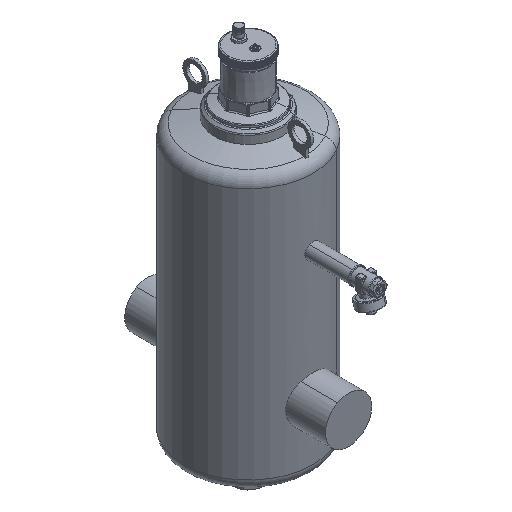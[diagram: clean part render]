
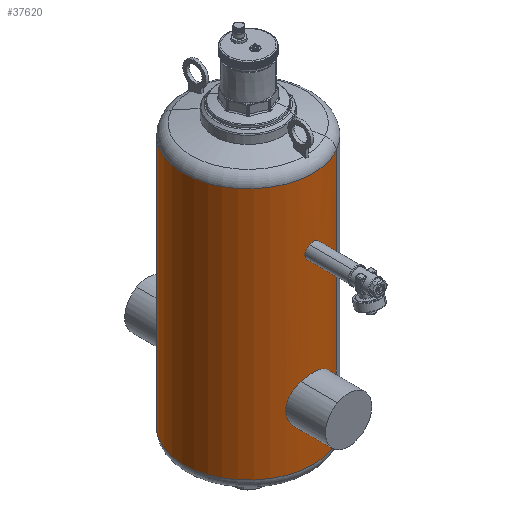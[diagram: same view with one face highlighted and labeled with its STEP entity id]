
A CAD part, isometric view. The second image highlights one B-rep face of the part: STEP entity #37620.
In plain terms, the highlighted cylindrical face has radius 84 mm (diameter 168 mm), a partial arc.
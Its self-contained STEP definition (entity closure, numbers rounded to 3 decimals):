
#37346=CARTESIAN_POINT('Vertex',(40.272,-73.717,381.544)) ;
#37353=CARTESIAN_POINT('Vertex',(-40.272,73.717,381.544)) ;
#37372=CARTESIAN_POINT('Axis2P3D Location',(0.,0.,381.544)) ;
#37410=CARTESIAN_POINT('Axis2P3D Location',(0.,0.,209.)) ;
#37415=CARTESIAN_POINT('Line Origine',(40.272,-73.717,218.177)) ;
#37419=CARTESIAN_POINT('Vertex',(40.272,-73.717,54.81)) ;
#37426=CARTESIAN_POINT('Vertex',(-40.272,73.717,54.81)) ;
#37429=CARTESIAN_POINT('Line Origine',(-40.272,73.717,218.177)) ;
#37504=CARTESIAN_POINT('Axis2P3D Location',(0.,0.,54.81)) ;
#37516=CARTESIAN_POINT('Control Point',(-4.794,-83.863,303.776)) ;
#37517=CARTESIAN_POINT('Control Point',(-5.704,-83.811,303.279)) ;
#37518=CARTESIAN_POINT('Control Point',(-6.548,-83.75,302.665)) ;
#37519=CARTESIAN_POINT('Control Point',(-7.308,-83.686,301.944)) ;
#37520=CARTESIAN_POINT('Control Point',(-9.274,-83.499,299.521)) ;
#37521=CARTESIAN_POINT('Control Point',(-10.223,-83.376,296.466)) ;
#37522=CARTESIAN_POINT('Control Point',(-10.304,-83.364,294.306)) ;
#37523=CARTESIAN_POINT('Control Point',(-9.348,-83.493,290.146)) ;
#37524=CARTESIAN_POINT('Control Point',(-6.502,-83.768,286.974)) ;
#37525=CARTESIAN_POINT('Control Point',(-4.686,-83.906,285.793)) ;
#37526=CARTESIAN_POINT('Control Point',(-1.551,-84.026,284.784)) ;
#37527=CARTESIAN_POINT('Control Point',(1.658,-83.995,285.043)) ;
#37528=CARTESIAN_POINT('Control Point',(2.762,-83.965,285.291)) ;
#37529=CARTESIAN_POINT('Control Point',(3.816,-83.919,285.69)) ;
#37530=CARTESIAN_POINT('Control Point',(4.794,-83.863,286.224)) ;
#37531=CARTESIAN_POINT('Vertex',(-4.794,-83.863,303.776)) ;
#37533=CARTESIAN_POINT('Vertex',(4.794,-83.863,286.224)) ;
#37537=CARTESIAN_POINT('Control Point',(4.794,-83.863,286.224)) ;
#37538=CARTESIAN_POINT('Control Point',(6.536,-83.764,287.176)) ;
#37539=CARTESIAN_POINT('Control Point',(8.04,-83.632,288.559)) ;
#37540=CARTESIAN_POINT('Control Point',(9.166,-83.502,290.295)) ;
#37541=CARTESIAN_POINT('Control Point',(10.149,-83.385,293.242)) ;
#37542=CARTESIAN_POINT('Control Point',(9.998,-83.403,296.28)) ;
#37543=CARTESIAN_POINT('Control Point',(9.813,-83.425,297.304)) ;
#37544=CARTESIAN_POINT('Control Point',(8.865,-83.537,300.282)) ;
#37545=CARTESIAN_POINT('Control Point',(6.831,-83.74,302.749)) ;
#37546=CARTESIAN_POINT('Control Point',(5.066,-83.883,304.003)) ;
#37547=CARTESIAN_POINT('Control Point',(1.896,-84.02,305.172)) ;
#37548=CARTESIAN_POINT('Control Point',(-1.41,-84.001,305.01)) ;
#37549=CARTESIAN_POINT('Control Point',(-2.604,-83.972,304.768)) ;
#37550=CARTESIAN_POINT('Control Point',(-3.742,-83.923,304.351)) ;
#37551=CARTESIAN_POINT('Control Point',(-4.794,-83.863,303.776)) ;
#37558=CARTESIAN_POINT('Control Point',(-14.383,-82.76,154.327)) ;
#37559=CARTESIAN_POINT('Control Point',(-16.76,-82.346,153.029)) ;
#37560=CARTESIAN_POINT('Control Point',(-18.983,-81.872,151.466)) ;
#37561=CARTESIAN_POINT('Control Point',(-21.015,-81.364,149.664)) ;
#37562=CARTESIAN_POINT('Control Point',(-24.015,-80.522,146.334)) ;
#37563=CARTESIAN_POINT('Control Point',(-26.348,-79.769,142.508)) ;
#37564=CARTESIAN_POINT('Control Point',(-27.159,-79.494,140.927)) ;
#37565=CARTESIAN_POINT('Control Point',(-28.645,-78.972,137.412)) ;
#37566=CARTESIAN_POINT('Control Point',(-29.563,-78.628,133.684)) ;
#37567=CARTESIAN_POINT('Control Point',(-29.883,-78.505,131.653)) ;
#37568=CARTESIAN_POINT('Control Point',(-30.17,-78.395,127.569)) ;
#37569=CARTESIAN_POINT('Control Point',(-29.765,-78.55,123.498)) ;
#37570=CARTESIAN_POINT('Control Point',(-29.392,-78.692,121.497)) ;
#37571=CARTESIAN_POINT('Control Point',(-28.291,-79.102,117.499)) ;
#37572=CARTESIAN_POINT('Control Point',(-26.535,-79.708,113.769)) ;
#37573=CARTESIAN_POINT('Control Point',(-25.476,-80.057,111.952)) ;
#37574=CARTESIAN_POINT('Control Point',(-22.808,-80.881,108.171)) ;
#37575=CARTESIAN_POINT('Control Point',(-19.47,-81.747,104.967)) ;
#37576=CARTESIAN_POINT('Control Point',(-17.463,-82.207,103.41)) ;
#37577=CARTESIAN_POINT('Control Point',(-13.503,-82.976,100.958)) ;
#37578=CARTESIAN_POINT('Control Point',(-9.127,-83.54,99.304)) ;
#37579=CARTESIAN_POINT('Control Point',(-7.071,-83.741,98.728)) ;
#37580=CARTESIAN_POINT('Control Point',(-1.438,-84.112,97.682)) ;
#37581=CARTESIAN_POINT('Control Point',(4.34,-84.006,97.987)) ;
#37582=CARTESIAN_POINT('Control Point',(7.899,-83.736,98.727)) ;
#37583=CARTESIAN_POINT('Control Point',(11.273,-83.3,99.974)) ;
#37584=CARTESIAN_POINT('Control Point',(14.383,-82.76,101.673)) ;
#37585=CARTESIAN_POINT('Vertex',(-14.383,-82.76,154.327)) ;
#37587=CARTESIAN_POINT('Vertex',(14.383,-82.76,101.673)) ;
#37591=CARTESIAN_POINT('Control Point',(14.383,-82.76,101.673)) ;
#37592=CARTESIAN_POINT('Control Point',(17.163,-82.276,103.191)) ;
#37593=CARTESIAN_POINT('Control Point',(19.731,-81.71,105.071)) ;
#37594=CARTESIAN_POINT('Control Point',(22.031,-81.103,107.271)) ;
#37595=CARTESIAN_POINT('Control Point',(25.118,-80.184,111.119)) ;
#37596=CARTESIAN_POINT('Control Point',(27.361,-79.425,115.51)) ;
#37597=CARTESIAN_POINT('Control Point',(28.046,-79.184,117.133)) ;
#37598=CARTESIAN_POINT('Control Point',(29.799,-78.548,122.324)) ;
#37599=CARTESIAN_POINT('Control Point',(30.352,-78.321,127.864)) ;
#37600=CARTESIAN_POINT('Control Point',(30.129,-78.412,131.66)) ;
#37601=CARTESIAN_POINT('Control Point',(28.865,-78.908,137.431)) ;
#37602=CARTESIAN_POINT('Control Point',(26.306,-79.785,142.651)) ;
#37603=CARTESIAN_POINT('Control Point',(25.216,-80.14,144.455)) ;
#37604=CARTESIAN_POINT('Control Point',(22.591,-80.941,148.05)) ;
#37605=CARTESIAN_POINT('Control Point',(19.353,-81.77,151.103)) ;
#37606=CARTESIAN_POINT('Control Point',(17.488,-82.196,152.545)) ;
#37607=CARTESIAN_POINT('Control Point',(13.697,-82.938,154.925)) ;
#37608=CARTESIAN_POINT('Control Point',(9.511,-83.497,156.571)) ;
#37609=CARTESIAN_POINT('Control Point',(7.461,-83.707,157.175)) ;
#37610=CARTESIAN_POINT('Control Point',(1.763,-84.11,158.312)) ;
#37611=CARTESIAN_POINT('Control Point',(-4.104,-84.024,158.061)) ;
#37612=CARTESIAN_POINT('Control Point',(-7.751,-83.755,157.328)) ;
#37613=CARTESIAN_POINT('Control Point',(-11.205,-83.312,156.064)) ;
#37614=CARTESIAN_POINT('Control Point',(-14.383,-82.76,154.327)) ;
#37373=DIRECTION('Axis2P3D Direction',(0.,0.,1.)) ;
#37411=DIRECTION('Axis2P3D Direction',(0.,0.,1.)) ;
#37412=DIRECTION('Axis2P3D XDirection',(0.479,-0.878,0.)) ;
#37416=DIRECTION('Vector Direction',(0.,0.,1.)) ;
#37430=DIRECTION('Vector Direction',(0.,0.,1.)) ;
#37505=DIRECTION('Axis2P3D Direction',(0.,0.,1.)) ;
#37374=AXIS2_PLACEMENT_3D('Circle Axis2P3D',#37372,#37373,$) ;
#37413=AXIS2_PLACEMENT_3D('Cylinder Axis2P3D',#37410,#37411,#37412) ;
#37506=AXIS2_PLACEMENT_3D('Circle Axis2P3D',#37504,#37505,$) ;
#37510=ORIENTED_EDGE('',*,*,#37376,.F.) ;
#37511=ORIENTED_EDGE('',*,*,#37433,.T.) ;
#37512=ORIENTED_EDGE('',*,*,#37508,.T.) ;
#37513=ORIENTED_EDGE('',*,*,#37421,.F.) ;
#37554=ORIENTED_EDGE('',*,*,#37535,.F.) ;
#37555=ORIENTED_EDGE('',*,*,#37552,.F.) ;
#37617=ORIENTED_EDGE('',*,*,#37589,.F.) ;
#37618=ORIENTED_EDGE('',*,*,#37615,.F.) ;
#37556=FACE_BOUND('',#37553,.T.) ;
#37619=FACE_BOUND('',#37616,.T.) ;
#37417=VECTOR('Line Direction',#37416,1.) ;
#37431=VECTOR('Line Direction',#37430,1.) ;
#37620=ADVANCED_FACE('PartBody',(#37514,#37556,#37619),#37414,.T.) ;
#37515=B_SPLINE_CURVE_WITH_KNOTS('',5,(#37516,#37517,#37518,#37519,#37520,#37521,#37522,#37523,#37524,#37525,#37526,#37527,#37528,#37529,#37530),.UNSPECIFIED.,.F.,.U.,(6,3,3,3,6),(0.,7.336,21.92,36.572,44.468),.UNSPECIFIED.) ;
#37536=B_SPLINE_CURVE_WITH_KNOTS('',5,(#37537,#37538,#37539,#37540,#37541,#37542,#37543,#37544,#37545,#37546,#37547,#37548,#37549,#37550,#37551),.UNSPECIFIED.,.F.,.U.,(6,3,3,3,6),(44.468,58.52,65.797,80.449,88.936),.UNSPECIFIED.) ;
#37557=B_SPLINE_CURVE_WITH_KNOTS('',5,(#37558,#37559,#37560,#37561,#37562,#37563,#37564,#37565,#37566,#37567,#37568,#37569,#37570,#37571,#37572,#37573,#37574,#37575,#37576,#37577,#37578,#37579,#37580,#37581,#37582,#37583,#37584),.UNSPECIFIED.,.F.,.U.,(6,3,3,3,3,3,3,3,6),(0.,19.376,32.045,46.531,60.882,75.88,93.993,109.07,134.413),.UNSPECIFIED.) ;
#37590=B_SPLINE_CURVE_WITH_KNOTS('',5,(#37591,#37592,#37593,#37594,#37595,#37596,#37597,#37598,#37599,#37600,#37601,#37602,#37603,#37604,#37605,#37606,#37607,#37608,#37609,#37610,#37611,#37612,#37613,#37614),.UNSPECIFIED.,.F.,.U.,(6,3,3,3,3,3,3,6),(134.413,157.071,169.593,195.963,210.999,227.827,242.925,268.826),.UNSPECIFIED.) ;
#37375=CIRCLE('generated circle',#37374,84.) ;
#37507=CIRCLE('generated circle',#37506,84.) ;
#37414=CYLINDRICAL_SURFACE('generated cylinder',#37413,84.) ;
#37376=EDGE_CURVE('',#37354,#37347,#37375,.T.) ;
#37421=EDGE_CURVE('',#37347,#37420,#37418,.F.) ;
#37433=EDGE_CURVE('',#37354,#37427,#37432,.F.) ;
#37508=EDGE_CURVE('',#37427,#37420,#37507,.T.) ;
#37535=EDGE_CURVE('',#37532,#37534,#37515,.T.) ;
#37552=EDGE_CURVE('',#37534,#37532,#37536,.T.) ;
#37589=EDGE_CURVE('',#37586,#37588,#37557,.T.) ;
#37615=EDGE_CURVE('',#37588,#37586,#37590,.T.) ;
#37509=EDGE_LOOP('',(#37510,#37511,#37512,#37513)) ;
#37553=EDGE_LOOP('',(#37554,#37555)) ;
#37616=EDGE_LOOP('',(#37617,#37618)) ;
#37514=FACE_OUTER_BOUND('',#37509,.T.) ;
#37418=LINE('Line',#37415,#37417) ;
#37432=LINE('Line',#37429,#37431) ;
#37347=VERTEX_POINT('',#37346) ;
#37354=VERTEX_POINT('',#37353) ;
#37420=VERTEX_POINT('',#37419) ;
#37427=VERTEX_POINT('',#37426) ;
#37532=VERTEX_POINT('',#37531) ;
#37534=VERTEX_POINT('',#37533) ;
#37586=VERTEX_POINT('',#37585) ;
#37588=VERTEX_POINT('',#37587) ;
